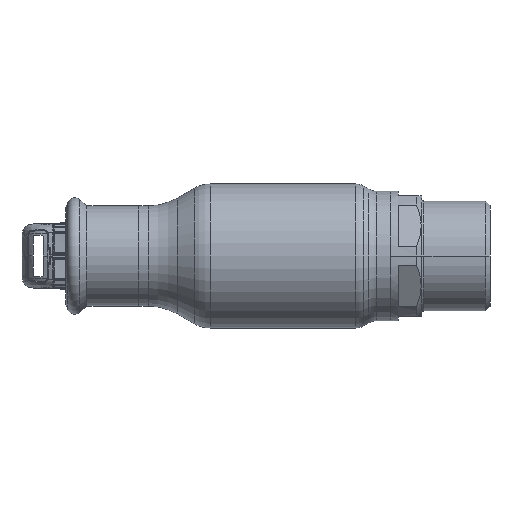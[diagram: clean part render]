
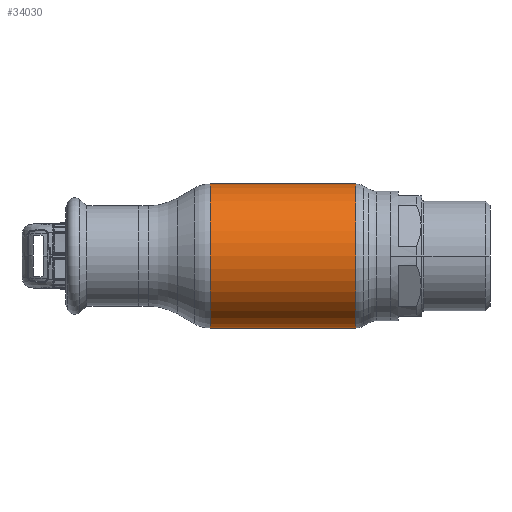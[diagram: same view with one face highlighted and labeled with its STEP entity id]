
A CAD part, front view. The second image highlights one B-rep face of the part: STEP entity #34030.
In plain terms, the highlighted cylindrical face has radius 27.5 mm (diameter 55 mm), a partial arc.
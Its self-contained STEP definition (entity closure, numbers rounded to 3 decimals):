
#3385 = VERTEX_POINT ( 'NONE', #10039 ) ;
#8256 = CARTESIAN_POINT ( 'NONE',  ( -62.69, 0., -27.5 ) ) ;
#10039 = CARTESIAN_POINT ( 'NONE',  ( 27.785, 0., 27.5 ) ) ;
#12209 = DIRECTION ( 'NONE',  ( 0., 0., 1. ) ) ;
#12753 = VERTEX_POINT ( 'NONE', #40086 ) ;
#13013 = VECTOR ( 'NONE', #25940, 1000. ) ;
#15499 = DIRECTION ( 'NONE',  ( -1., 0., 0. ) ) ;
#17108 = ORIENTED_EDGE ( 'NONE', *, *, #34355, .T. ) ;
#21560 = LINE ( 'NONE', #48263, #13013 ) ;
#23026 = AXIS2_PLACEMENT_3D ( 'NONE', #25589, #43901, #12209 ) ;
#24289 = CARTESIAN_POINT ( 'NONE',  ( -27.785, 0., 0. ) ) ;
#25589 = CARTESIAN_POINT ( 'NONE',  ( 27.785, 0., 0. ) ) ;
#25940 = DIRECTION ( 'NONE',  ( -1., 0., 0. ) ) ;
#27090 = EDGE_CURVE ( 'NONE', #3385, #46343, #21560, .T. ) ;
#27736 = FACE_OUTER_BOUND ( 'NONE', #28328, .T. ) ;
#28328 = EDGE_LOOP ( 'NONE', ( #28462, #17108, #35830, #41132 ) ) ;
#28462 = ORIENTED_EDGE ( 'NONE', *, *, #37074, .F. ) ;
#30428 = CARTESIAN_POINT ( 'NONE',  ( -62.69, 0., 0. ) ) ;
#34030 = ADVANCED_FACE ( 'NONE', ( #27736 ), #43361, .T. ) ;
#34355 = EDGE_CURVE ( 'NONE', #50776, #3385, #49715, .T. ) ;
#35519 = CIRCLE ( 'NONE', #45388, 27.5 ) ;
#35830 = ORIENTED_EDGE ( 'NONE', *, *, #27090, .T. ) ;
#36439 = CARTESIAN_POINT ( 'NONE',  ( 27.785, 0., -27.5 ) ) ;
#36475 = LINE ( 'NONE', #8256, #55114 ) ;
#37074 = EDGE_CURVE ( 'NONE', #50776, #12753, #36475, .T. ) ;
#38732 = DIRECTION ( 'NONE',  ( 0., 0., 1. ) ) ;
#40086 = CARTESIAN_POINT ( 'NONE',  ( -27.785, 0., -27.5 ) ) ;
#41132 = ORIENTED_EDGE ( 'NONE', *, *, #54463, .F. ) ;
#43361 = CYLINDRICAL_SURFACE ( 'NONE', #50930, 27.5 ) ;
#43901 = DIRECTION ( 'NONE',  ( -1., 0., 0. ) ) ;
#45388 = AXIS2_PLACEMENT_3D ( 'NONE', #24289, #15499, #47392 ) ;
#46079 = DIRECTION ( 'NONE',  ( -1., 0., 0. ) ) ;
#46343 = VERTEX_POINT ( 'NONE', #49220 ) ;
#47392 = DIRECTION ( 'NONE',  ( 0., 0., 1. ) ) ;
#48263 = CARTESIAN_POINT ( 'NONE',  ( -62.69, 0., 27.5 ) ) ;
#49220 = CARTESIAN_POINT ( 'NONE',  ( -27.785, 0., 27.5 ) ) ;
#49715 = CIRCLE ( 'NONE', #23026, 27.5 ) ;
#50776 = VERTEX_POINT ( 'NONE', #36439 ) ;
#50930 = AXIS2_PLACEMENT_3D ( 'NONE', #30428, #56961, #38732 ) ;
#54463 = EDGE_CURVE ( 'NONE', #12753, #46343, #35519, .T. ) ;
#55114 = VECTOR ( 'NONE', #46079, 1000. ) ;
#56961 = DIRECTION ( 'NONE',  ( -1., 0., 0. ) ) ;
